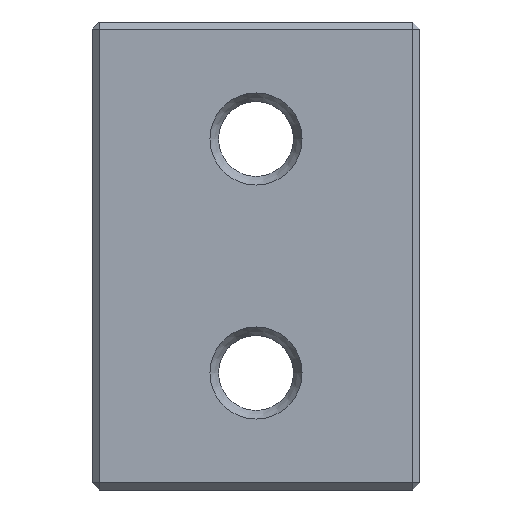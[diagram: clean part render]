
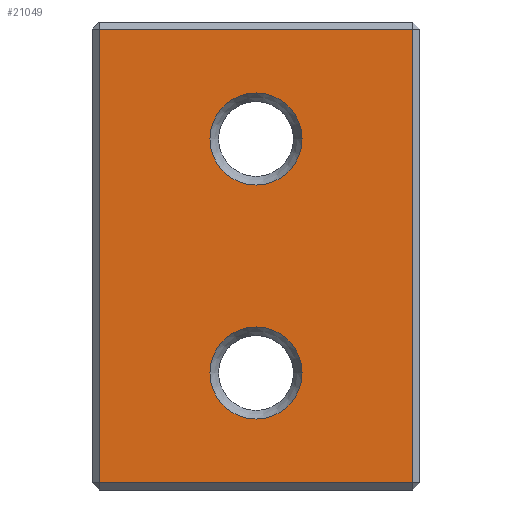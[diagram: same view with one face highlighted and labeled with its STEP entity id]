
A CAD part, front view. The second image highlights one B-rep face of the part: STEP entity #21049.
In plain terms, the highlighted planar face has unit normal (0, -1, 0).
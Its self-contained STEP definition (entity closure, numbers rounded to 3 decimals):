
#5043 = PLANE('',#5044);
#5044 = AXIS2_PLACEMENT_3D('',#5045,#5046,#5047);
#5045 = CARTESIAN_POINT('',(-3.5,0.075,0.075));
#5046 = DIRECTION('',(0.,0.707,0.707));
#5047 = DIRECTION('',(1.,0.,0.));
#5409 = PLANE('',#5410);
#5410 = AXIS2_PLACEMENT_3D('',#5411,#5412,#5413);
#5411 = CARTESIAN_POINT('',(-3.5,0.075,9.925));
#5412 = DIRECTION('',(0.,-0.707,0.707
    ));
#5413 = DIRECTION('',(1.,0.,0.));
#6726 = VERTEX_POINT('',#6727);
#6727 = CARTESIAN_POINT('',(-3.35,0.,0.15));
#6748 = EDGE_CURVE('',#6726,#6749,#6751,.T.);
#6749 = VERTEX_POINT('',#6750);
#6750 = CARTESIAN_POINT('',(3.35,0.,0.15));
#6751 = SURFACE_CURVE('',#6752,(#6756,#6763),.PCURVE_S1.);
#6752 = LINE('',#6753,#6754);
#6753 = CARTESIAN_POINT('',(-3.5,0.,0.15));
#6754 = VECTOR('',#6755,1.);
#6755 = DIRECTION('',(1.,0.,0.));
#6756 = PCURVE('',#5043,#6757);
#6757 = DEFINITIONAL_REPRESENTATION('',(#6758),#6762);
#6758 = LINE('',#6759,#6760);
#6759 = CARTESIAN_POINT('',(0.,-0.106));
#6760 = VECTOR('',#6761,1.);
#6761 = DIRECTION('',(1.,0.));
#6762 = ( GEOMETRIC_REPRESENTATION_CONTEXT(2) 
PARAMETRIC_REPRESENTATION_CONTEXT() REPRESENTATION_CONTEXT('2D SPACE',''
  ) );
#6763 = PCURVE('',#6764,#6769);
#6764 = PLANE('',#6765);
#6765 = AXIS2_PLACEMENT_3D('',#6766,#6767,#6768);
#6766 = CARTESIAN_POINT('',(-3.5,0.,0.));
#6767 = DIRECTION('',(0.,1.,0.));
#6768 = DIRECTION('',(1.,0.,0.));
#6769 = DEFINITIONAL_REPRESENTATION('',(#6770),#6774);
#6770 = LINE('',#6771,#6772);
#6771 = CARTESIAN_POINT('',(0.,-0.15));
#6772 = VECTOR('',#6773,1.);
#6773 = DIRECTION('',(1.,0.));
#6774 = ( GEOMETRIC_REPRESENTATION_CONTEXT(2) 
PARAMETRIC_REPRESENTATION_CONTEXT() REPRESENTATION_CONTEXT('2D SPACE',''
  ) );
#9431 = VERTEX_POINT('',#9432);
#9432 = CARTESIAN_POINT('',(-3.35,0.,9.85));
#9453 = EDGE_CURVE('',#9431,#9454,#9456,.T.);
#9454 = VERTEX_POINT('',#9455);
#9455 = CARTESIAN_POINT('',(3.35,0.,9.85));
#9456 = SURFACE_CURVE('',#9457,(#9461,#9468),.PCURVE_S1.);
#9457 = LINE('',#9458,#9459);
#9458 = CARTESIAN_POINT('',(-3.5,0.,9.85));
#9459 = VECTOR('',#9460,1.);
#9460 = DIRECTION('',(1.,0.,0.));
#9461 = PCURVE('',#5409,#9462);
#9462 = DEFINITIONAL_REPRESENTATION('',(#9463),#9467);
#9463 = LINE('',#9464,#9465);
#9464 = CARTESIAN_POINT('',(0.,-0.106));
#9465 = VECTOR('',#9466,1.);
#9466 = DIRECTION('',(1.,0.));
#9467 = ( GEOMETRIC_REPRESENTATION_CONTEXT(2) 
PARAMETRIC_REPRESENTATION_CONTEXT() REPRESENTATION_CONTEXT('2D SPACE',''
  ) );
#9468 = PCURVE('',#6764,#9469);
#9469 = DEFINITIONAL_REPRESENTATION('',(#9470),#9474);
#9470 = LINE('',#9471,#9472);
#9471 = CARTESIAN_POINT('',(0.,-9.85));
#9472 = VECTOR('',#9473,1.);
#9473 = DIRECTION('',(1.,0.));
#9474 = ( GEOMETRIC_REPRESENTATION_CONTEXT(2) 
PARAMETRIC_REPRESENTATION_CONTEXT() REPRESENTATION_CONTEXT('2D SPACE',''
  ) );
#9647 = PLANE('',#9648);
#9648 = AXIS2_PLACEMENT_3D('',#9649,#9650,#9651);
#9649 = CARTESIAN_POINT('',(-3.425,0.075,0.));
#9650 = DIRECTION('',(0.707,0.707,0.
    ));
#9651 = DIRECTION('',(0.,0.,1.));
#21049 = ADVANCED_FACE('',(#21050,#21101,#21132),#6764,.F.);
#21050 = FACE_BOUND('',#21051,.F.);
#21051 = EDGE_LOOP('',(#21052,#21073,#21074,#21100));
#21052 = ORIENTED_EDGE('',*,*,#21053,.T.);
#21053 = EDGE_CURVE('',#6726,#9431,#21054,.T.);
#21054 = SURFACE_CURVE('',#21055,(#21059,#21066),.PCURVE_S1.);
#21055 = LINE('',#21056,#21057);
#21056 = CARTESIAN_POINT('',(-3.35,0.,0.));
#21057 = VECTOR('',#21058,1.);
#21058 = DIRECTION('',(0.,0.,1.));
#21059 = PCURVE('',#6764,#21060);
#21060 = DEFINITIONAL_REPRESENTATION('',(#21061),#21065);
#21061 = LINE('',#21062,#21063);
#21062 = CARTESIAN_POINT('',(0.15,0.));
#21063 = VECTOR('',#21064,1.);
#21064 = DIRECTION('',(0.,-1.));
#21065 = ( GEOMETRIC_REPRESENTATION_CONTEXT(2) 
PARAMETRIC_REPRESENTATION_CONTEXT() REPRESENTATION_CONTEXT('2D SPACE',''
  ) );
#21066 = PCURVE('',#9647,#21067);
#21067 = DEFINITIONAL_REPRESENTATION('',(#21068),#21072);
#21068 = LINE('',#21069,#21070);
#21069 = CARTESIAN_POINT('',(0.,0.106));
#21070 = VECTOR('',#21071,1.);
#21071 = DIRECTION('',(1.,0.));
#21072 = ( GEOMETRIC_REPRESENTATION_CONTEXT(2) 
PARAMETRIC_REPRESENTATION_CONTEXT() REPRESENTATION_CONTEXT('2D SPACE',''
  ) );
#21073 = ORIENTED_EDGE('',*,*,#9453,.T.);
#21074 = ORIENTED_EDGE('',*,*,#21075,.F.);
#21075 = EDGE_CURVE('',#6749,#9454,#21076,.T.);
#21076 = SURFACE_CURVE('',#21077,(#21081,#21088),.PCURVE_S1.);
#21077 = LINE('',#21078,#21079);
#21078 = CARTESIAN_POINT('',(3.35,0.,0.));
#21079 = VECTOR('',#21080,1.);
#21080 = DIRECTION('',(0.,0.,1.));
#21081 = PCURVE('',#6764,#21082);
#21082 = DEFINITIONAL_REPRESENTATION('',(#21083),#21087);
#21083 = LINE('',#21084,#21085);
#21084 = CARTESIAN_POINT('',(6.85,0.));
#21085 = VECTOR('',#21086,1.);
#21086 = DIRECTION('',(0.,-1.));
#21087 = ( GEOMETRIC_REPRESENTATION_CONTEXT(2) 
PARAMETRIC_REPRESENTATION_CONTEXT() REPRESENTATION_CONTEXT('2D SPACE',''
  ) );
#21088 = PCURVE('',#21089,#21094);
#21089 = PLANE('',#21090);
#21090 = AXIS2_PLACEMENT_3D('',#21091,#21092,#21093);
#21091 = CARTESIAN_POINT('',(3.425,0.075,0.));
#21092 = DIRECTION('',(0.707,-0.707,
    0.));
#21093 = DIRECTION('',(0.,0.,-1.));
#21094 = DEFINITIONAL_REPRESENTATION('',(#21095),#21099);
#21095 = LINE('',#21096,#21097);
#21096 = CARTESIAN_POINT('',(0.,-0.106));
#21097 = VECTOR('',#21098,1.);
#21098 = DIRECTION('',(-1.,0.));
#21099 = ( GEOMETRIC_REPRESENTATION_CONTEXT(2) 
PARAMETRIC_REPRESENTATION_CONTEXT() REPRESENTATION_CONTEXT('2D SPACE',''
  ) );
#21100 = ORIENTED_EDGE('',*,*,#6748,.F.);
#21101 = FACE_BOUND('',#21102,.F.);
#21102 = EDGE_LOOP('',(#21103));
#21103 = ORIENTED_EDGE('',*,*,#21104,.F.);
#21104 = EDGE_CURVE('',#21105,#21105,#21107,.T.);
#21105 = VERTEX_POINT('',#21106);
#21106 = CARTESIAN_POINT('',(-0.985,0.,7.5));
#21107 = SURFACE_CURVE('',#21108,(#21113,#21120),.PCURVE_S1.);
#21108 = CIRCLE('',#21109,0.985);
#21109 = AXIS2_PLACEMENT_3D('',#21110,#21111,#21112);
#21110 = CARTESIAN_POINT('',(0.,0.,7.5));
#21111 = DIRECTION('',(0.,1.,0.));
#21112 = DIRECTION('',(-1.,0.,0.));
#21113 = PCURVE('',#6764,#21114);
#21114 = DEFINITIONAL_REPRESENTATION('',(#21115),#21119);
#21115 = CIRCLE('',#21116,0.985);
#21116 = AXIS2_PLACEMENT_2D('',#21117,#21118);
#21117 = CARTESIAN_POINT('',(3.5,-7.5));
#21118 = DIRECTION('',(-1.,0.));
#21119 = ( GEOMETRIC_REPRESENTATION_CONTEXT(2) 
PARAMETRIC_REPRESENTATION_CONTEXT() REPRESENTATION_CONTEXT('2D SPACE',''
  ) );
#21120 = PCURVE('',#21121,#21126);
#21121 = CONICAL_SURFACE('',#21122,0.985,0.524);
#21122 = AXIS2_PLACEMENT_3D('',#21123,#21124,#21125);
#21123 = CARTESIAN_POINT('',(0.,0.,7.5));
#21124 = DIRECTION('',(0.,-1.,0.));
#21125 = DIRECTION('',(-1.,0.,0.));
#21126 = DEFINITIONAL_REPRESENTATION('',(#21127),#21131);
#21127 = LINE('',#21128,#21129);
#21128 = CARTESIAN_POINT('',(0.,0.));
#21129 = VECTOR('',#21130,1.);
#21130 = DIRECTION('',(-1.,0.));
#21131 = ( GEOMETRIC_REPRESENTATION_CONTEXT(2) 
PARAMETRIC_REPRESENTATION_CONTEXT() REPRESENTATION_CONTEXT('2D SPACE',''
  ) );
#21132 = FACE_BOUND('',#21133,.F.);
#21133 = EDGE_LOOP('',(#21134));
#21134 = ORIENTED_EDGE('',*,*,#21135,.F.);
#21135 = EDGE_CURVE('',#21136,#21136,#21138,.T.);
#21136 = VERTEX_POINT('',#21137);
#21137 = CARTESIAN_POINT('',(-0.985,0.,2.5));
#21138 = SURFACE_CURVE('',#21139,(#21144,#21151),.PCURVE_S1.);
#21139 = CIRCLE('',#21140,0.985);
#21140 = AXIS2_PLACEMENT_3D('',#21141,#21142,#21143);
#21141 = CARTESIAN_POINT('',(0.,0.,2.5));
#21142 = DIRECTION('',(0.,1.,0.));
#21143 = DIRECTION('',(-1.,0.,0.));
#21144 = PCURVE('',#6764,#21145);
#21145 = DEFINITIONAL_REPRESENTATION('',(#21146),#21150);
#21146 = CIRCLE('',#21147,0.985);
#21147 = AXIS2_PLACEMENT_2D('',#21148,#21149);
#21148 = CARTESIAN_POINT('',(3.5,-2.5));
#21149 = DIRECTION('',(-1.,0.));
#21150 = ( GEOMETRIC_REPRESENTATION_CONTEXT(2) 
PARAMETRIC_REPRESENTATION_CONTEXT() REPRESENTATION_CONTEXT('2D SPACE',''
  ) );
#21151 = PCURVE('',#21152,#21157);
#21152 = CONICAL_SURFACE('',#21153,0.985,0.524);
#21153 = AXIS2_PLACEMENT_3D('',#21154,#21155,#21156);
#21154 = CARTESIAN_POINT('',(0.,0.,2.5));
#21155 = DIRECTION('',(0.,-1.,0.));
#21156 = DIRECTION('',(-1.,0.,0.));
#21157 = DEFINITIONAL_REPRESENTATION('',(#21158),#21162);
#21158 = LINE('',#21159,#21160);
#21159 = CARTESIAN_POINT('',(0.,0.));
#21160 = VECTOR('',#21161,1.);
#21161 = DIRECTION('',(-1.,0.));
#21162 = ( GEOMETRIC_REPRESENTATION_CONTEXT(2) 
PARAMETRIC_REPRESENTATION_CONTEXT() REPRESENTATION_CONTEXT('2D SPACE',''
  ) );
